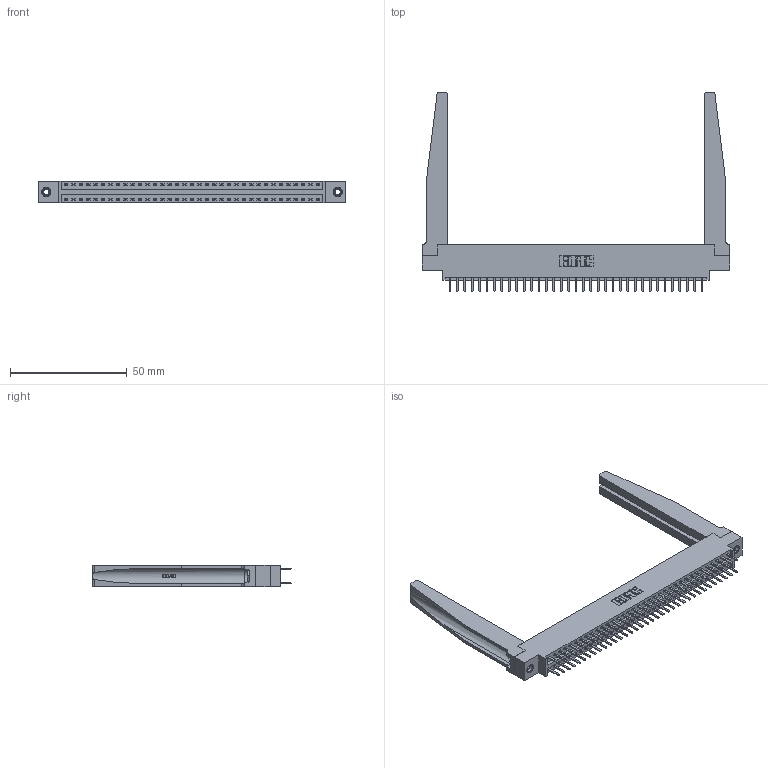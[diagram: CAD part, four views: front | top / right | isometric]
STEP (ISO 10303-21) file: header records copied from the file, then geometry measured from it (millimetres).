
FILE_DESCRIPTION (( 'STEP AP203' ), '1' );
FILE_NAME ('396-070-520-878.STEP', '2019-11-02T10:41:57', ( '' ), ( '' ), 'SwSTEP 2.0', 'SolidWorks 2016', '' );
FILE_SCHEMA (( 'CONFIG_CONTROL_DESIGN' ));
Length unit declared in the file: inch
Products named in the file (5): 346 Part_0.170 Offset - 0.156 Dia-TH; 345-292-001_345-293-120; 346-220-078_345-220-078; 345-250-001_345-250-001-102; 396-070-520-878
Assembly tree (75 placements, depth 2):
  396-070-520-878
    346 Part_0.170 Offset - 0.156 Dia-TH
    345-292-001_345-293-120  x70
    346-220-078_345-220-078  x2
    345-250-001_345-250-001-102  x2
Bounding box: 131.7 x 85.29 x 9.4 mm (x, y, z)
Volume: 19511.4 mm3; surface area: 23858 mm2
Topology: 75 solids, 75 shells, 4280 faces, 12359 edges, 8042 vertices
Faces by surface type: plane 2812, cylinder 1416, bspline 36, cone 12, torus 4
Entity records: 28778 total; most frequent: CARTESIAN_POINT 5703, ORIENTED_EDGE 4514, DIRECTION 4051, EDGE_CURVE 2257, LINE 1887, VECTOR 1887, VERTEX_POINT 1496, AXIS2_PLACEMENT_3D 1082
